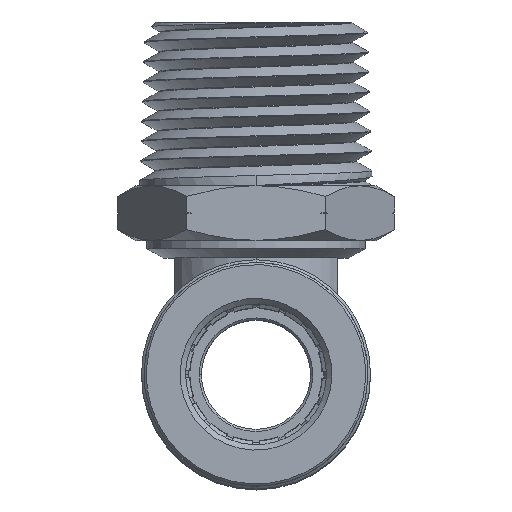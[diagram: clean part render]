
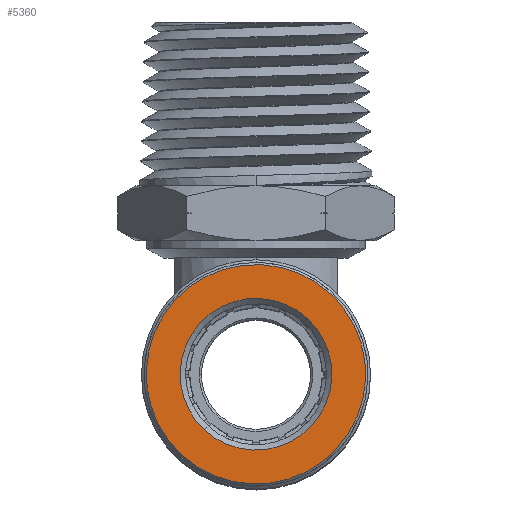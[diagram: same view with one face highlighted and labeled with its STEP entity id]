
A CAD part, top view. The second image highlights one B-rep face of the part: STEP entity #5360.
In plain terms, the highlighted planar face has unit normal (0, 0, 1).
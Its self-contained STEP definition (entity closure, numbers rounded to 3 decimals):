
#294 = DIRECTION ( 'NONE',  ( 0., 0., -1. ) ) ;
#485 = EDGE_CURVE ( 'NONE', #16050, #8722, #50381, .T. ) ;
#2221 = EDGE_CURVE ( 'NONE', #8722, #16050, #37266, .T. ) ;
#3673 = CARTESIAN_POINT ( 'NONE',  ( 0., 0., 21.192 ) ) ;
#5360 = ADVANCED_FACE ( 'NONE', ( #18393, #27959 ), #38837, .T. ) ;
#7095 = CARTESIAN_POINT ( 'NONE',  ( 6.833, 7.37, 21.192 ) ) ;
#7793 = DIRECTION ( 'NONE',  ( -0.68, -0.733, 0. ) ) ;
#8127 = EDGE_LOOP ( 'NONE', ( #31110, #52197 ) ) ;
#8722 = VERTEX_POINT ( 'NONE', #40816 ) ;
#10361 = EDGE_LOOP ( 'NONE', ( #17683, #37776 ) ) ;
#11412 = DIRECTION ( 'NONE',  ( 0., 0., 1. ) ) ;
#11833 = DIRECTION ( 'NONE',  ( 0., 0., -1. ) ) ;
#16005 = CARTESIAN_POINT ( 'NONE',  ( 4.725, 5.096, 21.192 ) ) ;
#16050 = VERTEX_POINT ( 'NONE', #16005 ) ;
#17683 = ORIENTED_EDGE ( 'NONE', *, *, #485, .T. ) ;
#18393 = FACE_BOUND ( 'NONE', #10361, .T. ) ;
#18633 = CARTESIAN_POINT ( 'NONE',  ( 0., 0., 21.192 ) ) ;
#22312 = CIRCLE ( 'NONE', #25002, 10.05 ) ;
#22603 = AXIS2_PLACEMENT_3D ( 'NONE', #18633, #47241, #22726 ) ;
#22726 = DIRECTION ( 'NONE',  ( 0.68, 0.733, 0. ) ) ;
#24714 = CARTESIAN_POINT ( 'NONE',  ( 0., 0., 21.192 ) ) ;
#25002 = AXIS2_PLACEMENT_3D ( 'NONE', #3673, #32263, #7793 ) ;
#25807 = EDGE_CURVE ( 'NONE', #52995, #38691, #39629, .T. ) ;
#26970 = AXIS2_PLACEMENT_3D ( 'NONE', #35905, #11412, #40003 ) ;
#27959 = FACE_OUTER_BOUND ( 'NONE', #8127, .T. ) ;
#28825 = DIRECTION ( 'NONE',  ( 0.68, 0.733, 0. ) ) ;
#31110 = ORIENTED_EDGE ( 'NONE', *, *, #25807, .T. ) ;
#31205 = EDGE_CURVE ( 'NONE', #38691, #52995, #22312, .T. ) ;
#32263 = DIRECTION ( 'NONE',  ( 0., 0., 1. ) ) ;
#34120 = CARTESIAN_POINT ( 'NONE',  ( -6.833, -7.37, 21.192 ) ) ;
#35905 = CARTESIAN_POINT ( 'NONE',  ( 0., 0., 21.192 ) ) ;
#36333 = CARTESIAN_POINT ( 'NONE',  ( 0., 0., 21.192 ) ) ;
#37266 = CIRCLE ( 'NONE', #40585, 6.95 ) ;
#37776 = ORIENTED_EDGE ( 'NONE', *, *, #2221, .T. ) ;
#38691 = VERTEX_POINT ( 'NONE', #7095 ) ;
#38837 = PLANE ( 'NONE',  #22603 ) ;
#39629 = CIRCLE ( 'NONE', #26970, 10.05 ) ;
#40003 = DIRECTION ( 'NONE',  ( -0.68, -0.733, 0. ) ) ;
#40447 = DIRECTION ( 'NONE',  ( 0.68, 0.733, 0. ) ) ;
#40585 = AXIS2_PLACEMENT_3D ( 'NONE', #24714, #294, #28825 ) ;
#40816 = CARTESIAN_POINT ( 'NONE',  ( -4.725, -5.096, 21.192 ) ) ;
#47241 = DIRECTION ( 'NONE',  ( 0., 0., 1. ) ) ;
#48340 = AXIS2_PLACEMENT_3D ( 'NONE', #36333, #11833, #40447 ) ;
#50381 = CIRCLE ( 'NONE', #48340, 6.95 ) ;
#52197 = ORIENTED_EDGE ( 'NONE', *, *, #31205, .T. ) ;
#52995 = VERTEX_POINT ( 'NONE', #34120 ) ;
